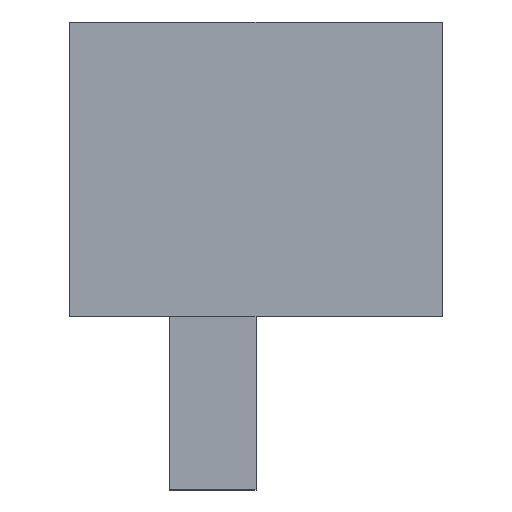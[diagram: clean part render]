
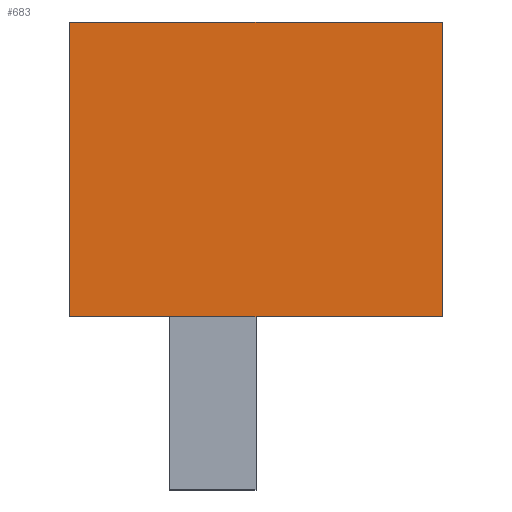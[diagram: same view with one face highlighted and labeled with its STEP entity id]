
A CAD part, top view. The second image highlights one B-rep face of the part: STEP entity #683.
In plain terms, the highlighted planar face has unit normal (0, 0, 1).
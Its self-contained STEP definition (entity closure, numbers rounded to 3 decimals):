
#24 = VERTEX_POINT('',#25);
#25 = CARTESIAN_POINT('',(4.3,3.4,4.7));
#32 = PLANE('',#33);
#33 = AXIS2_PLACEMENT_3D('',#34,#35,#36);
#34 = CARTESIAN_POINT('',(4.3,3.4,0.));
#35 = DIRECTION('',(0.,-1.,0.));
#36 = DIRECTION('',(-1.,0.,0.));
#44 = PLANE('',#45);
#45 = AXIS2_PLACEMENT_3D('',#46,#47,#48);
#46 = CARTESIAN_POINT('',(4.3,-3.4,0.));
#47 = DIRECTION('',(-1.,0.,0.));
#48 = DIRECTION('',(0.,1.,0.));
#56 = EDGE_CURVE('',#24,#57,#59,.T.);
#57 = VERTEX_POINT('',#58);
#58 = CARTESIAN_POINT('',(-4.3,3.4,4.7));
#59 = SURFACE_CURVE('',#60,(#64,#71),.PCURVE_S1.);
#60 = LINE('',#61,#62);
#61 = CARTESIAN_POINT('',(4.3,3.4,4.7));
#62 = VECTOR('',#63,1.);
#63 = DIRECTION('',(-1.,0.,0.));
#64 = PCURVE('',#32,#65);
#65 = DEFINITIONAL_REPRESENTATION('',(#66),#70);
#66 = LINE('',#67,#68);
#67 = CARTESIAN_POINT('',(0.,-4.7));
#68 = VECTOR('',#69,1.);
#69 = DIRECTION('',(1.,0.));
#70 = ( GEOMETRIC_REPRESENTATION_CONTEXT(2) 
PARAMETRIC_REPRESENTATION_CONTEXT() REPRESENTATION_CONTEXT('2D SPACE',''
  ) );
#71 = PCURVE('',#72,#77);
#72 = PLANE('',#73);
#73 = AXIS2_PLACEMENT_3D('',#74,#75,#76);
#74 = CARTESIAN_POINT('',(0.,0.,4.7));
#75 = DIRECTION('',(0.,0.,1.));
#76 = DIRECTION('',(1.,0.,0.));
#77 = DEFINITIONAL_REPRESENTATION('',(#78),#82);
#78 = LINE('',#79,#80);
#79 = CARTESIAN_POINT('',(4.3,3.4));
#80 = VECTOR('',#81,1.);
#81 = DIRECTION('',(-1.,0.));
#82 = ( GEOMETRIC_REPRESENTATION_CONTEXT(2) 
PARAMETRIC_REPRESENTATION_CONTEXT() REPRESENTATION_CONTEXT('2D SPACE',''
  ) );
#100 = PLANE('',#101);
#101 = AXIS2_PLACEMENT_3D('',#102,#103,#104);
#102 = CARTESIAN_POINT('',(-4.3,3.4,0.));
#103 = DIRECTION('',(1.,0.,0.));
#104 = DIRECTION('',(0.,-1.,0.));
#172 = VERTEX_POINT('',#173);
#173 = CARTESIAN_POINT('',(4.3,-3.4,4.7));
#187 = PLANE('',#188);
#188 = AXIS2_PLACEMENT_3D('',#189,#190,#191);
#189 = CARTESIAN_POINT('',(-4.3,-3.4,0.));
#190 = DIRECTION('',(0.,1.,0.));
#191 = DIRECTION('',(1.,0.,0.));
#199 = EDGE_CURVE('',#172,#24,#200,.T.);
#200 = SURFACE_CURVE('',#201,(#205,#212),.PCURVE_S1.);
#201 = LINE('',#202,#203);
#202 = CARTESIAN_POINT('',(4.3,-3.4,4.7));
#203 = VECTOR('',#204,1.);
#204 = DIRECTION('',(0.,1.,0.));
#205 = PCURVE('',#44,#206);
#206 = DEFINITIONAL_REPRESENTATION('',(#207),#211);
#207 = LINE('',#208,#209);
#208 = CARTESIAN_POINT('',(0.,-4.7));
#209 = VECTOR('',#210,1.);
#210 = DIRECTION('',(1.,0.));
#211 = ( GEOMETRIC_REPRESENTATION_CONTEXT(2) 
PARAMETRIC_REPRESENTATION_CONTEXT() REPRESENTATION_CONTEXT('2D SPACE',''
  ) );
#212 = PCURVE('',#72,#213);
#213 = DEFINITIONAL_REPRESENTATION('',(#214),#218);
#214 = LINE('',#215,#216);
#215 = CARTESIAN_POINT('',(4.3,-3.4));
#216 = VECTOR('',#217,1.);
#217 = DIRECTION('',(0.,1.));
#218 = ( GEOMETRIC_REPRESENTATION_CONTEXT(2) 
PARAMETRIC_REPRESENTATION_CONTEXT() REPRESENTATION_CONTEXT('2D SPACE',''
  ) );
#363 = EDGE_CURVE('',#57,#364,#366,.T.);
#364 = VERTEX_POINT('',#365);
#365 = CARTESIAN_POINT('',(-4.3,-3.4,4.7));
#366 = SURFACE_CURVE('',#367,(#371,#378),.PCURVE_S1.);
#367 = LINE('',#368,#369);
#368 = CARTESIAN_POINT('',(-4.3,3.4,4.7));
#369 = VECTOR('',#370,1.);
#370 = DIRECTION('',(0.,-1.,0.));
#371 = PCURVE('',#100,#372);
#372 = DEFINITIONAL_REPRESENTATION('',(#373),#377);
#373 = LINE('',#374,#375);
#374 = CARTESIAN_POINT('',(0.,-4.7));
#375 = VECTOR('',#376,1.);
#376 = DIRECTION('',(1.,0.));
#377 = ( GEOMETRIC_REPRESENTATION_CONTEXT(2) 
PARAMETRIC_REPRESENTATION_CONTEXT() REPRESENTATION_CONTEXT('2D SPACE',''
  ) );
#378 = PCURVE('',#72,#379);
#379 = DEFINITIONAL_REPRESENTATION('',(#380),#384);
#380 = LINE('',#381,#382);
#381 = CARTESIAN_POINT('',(-4.3,3.4));
#382 = VECTOR('',#383,1.);
#383 = DIRECTION('',(0.,-1.));
#384 = ( GEOMETRIC_REPRESENTATION_CONTEXT(2) 
PARAMETRIC_REPRESENTATION_CONTEXT() REPRESENTATION_CONTEXT('2D SPACE',''
  ) );
#683 = ADVANCED_FACE('',(#684),#72,.T.);
#684 = FACE_BOUND('',#685,.T.);
#685 = EDGE_LOOP('',(#686,#687,#688,#709));
#686 = ORIENTED_EDGE('',*,*,#56,.T.);
#687 = ORIENTED_EDGE('',*,*,#363,.T.);
#688 = ORIENTED_EDGE('',*,*,#689,.T.);
#689 = EDGE_CURVE('',#364,#172,#690,.T.);
#690 = SURFACE_CURVE('',#691,(#695,#702),.PCURVE_S1.);
#691 = LINE('',#692,#693);
#692 = CARTESIAN_POINT('',(-4.3,-3.4,4.7));
#693 = VECTOR('',#694,1.);
#694 = DIRECTION('',(1.,0.,0.));
#695 = PCURVE('',#72,#696);
#696 = DEFINITIONAL_REPRESENTATION('',(#697),#701);
#697 = LINE('',#698,#699);
#698 = CARTESIAN_POINT('',(-4.3,-3.4));
#699 = VECTOR('',#700,1.);
#700 = DIRECTION('',(1.,0.));
#701 = ( GEOMETRIC_REPRESENTATION_CONTEXT(2) 
PARAMETRIC_REPRESENTATION_CONTEXT() REPRESENTATION_CONTEXT('2D SPACE',''
  ) );
#702 = PCURVE('',#187,#703);
#703 = DEFINITIONAL_REPRESENTATION('',(#704),#708);
#704 = LINE('',#705,#706);
#705 = CARTESIAN_POINT('',(0.,-4.7));
#706 = VECTOR('',#707,1.);
#707 = DIRECTION('',(1.,0.));
#708 = ( GEOMETRIC_REPRESENTATION_CONTEXT(2) 
PARAMETRIC_REPRESENTATION_CONTEXT() REPRESENTATION_CONTEXT('2D SPACE',''
  ) );
#709 = ORIENTED_EDGE('',*,*,#199,.T.);
